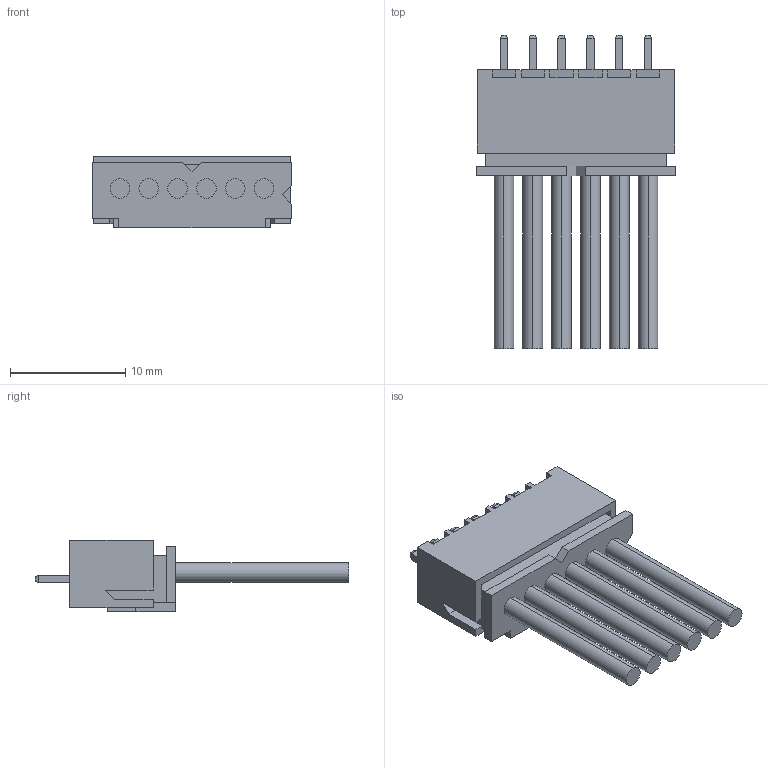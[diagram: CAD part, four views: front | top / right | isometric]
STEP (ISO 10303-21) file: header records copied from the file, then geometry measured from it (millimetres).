
FILE_DESCRIPTION (( 'STEP AP214' ), '1' );
FILE_NAME ('JST_XH_6P.STEP', '2022-11-28T15:42:41', ( '' ), ( '' ), 'SwSTEP 2.0', 'SolidWorks 2022', '' );
FILE_SCHEMA (( 'AUTOMOTIVE_DESIGN' ));
Length unit declared in the file: millimetre
Products named in the file (3): JST_XH_6P; JST - XH - Thru - 6Pin - 2.5mm (Genuine).stp; JST_XHP_6
Assembly tree (2 placements, depth 2):
  JST_XH_6P
    JST_XHP_6
    JST - XH - Thru - 6Pin - 2.5mm (Genuine).stp
Bounding box: 17.3 x 27.17 x 6.2 mm (x, y, z)
Volume: 967.2 mm3; surface area: 1952.9 mm2
Topology: 2 solids, 22 shells, 458 faces, 1112 edges, 716 vertices
Faces by surface type: plane 403, bspline 43, cylinder 12
Entity records: 16082 total; most frequent: CARTESIAN_POINT 3978, ORIENTED_EDGE 2224, DIRECTION 1696, EDGE_CURVE 1112, LINE 808, VECTOR 808, VERTEX_POINT 716, EDGE_LOOP 488
